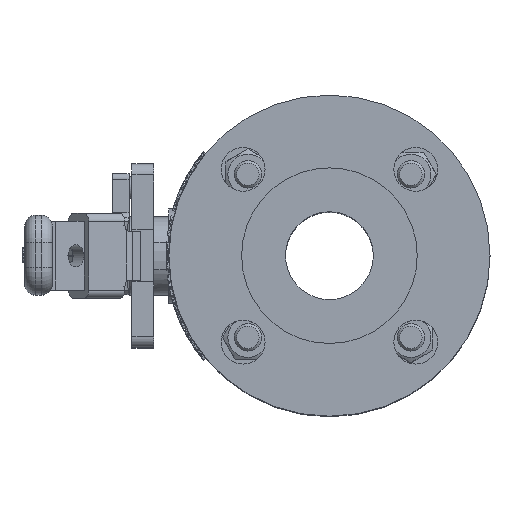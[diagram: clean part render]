
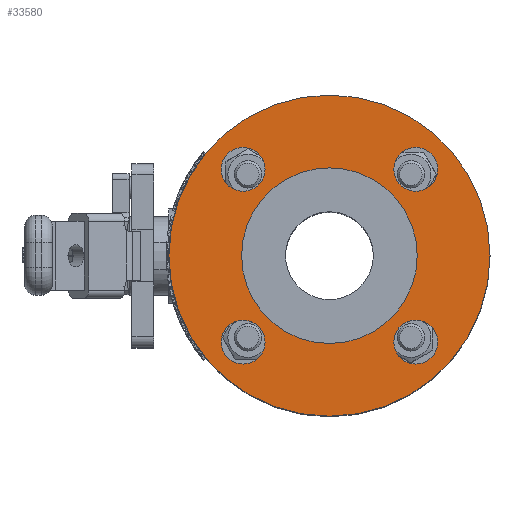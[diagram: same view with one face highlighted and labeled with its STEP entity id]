
A CAD part, top view. The second image highlights one B-rep face of the part: STEP entity #33580.
In plain terms, the highlighted planar face has unit normal (0, 0, 1).
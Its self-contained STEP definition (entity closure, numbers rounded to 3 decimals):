
#174=FACE_BOUND('',#6811,.T.);
#175=FACE_BOUND('',#6812,.T.);
#176=FACE_BOUND('',#6813,.T.);
#177=FACE_BOUND('',#6814,.T.);
#178=FACE_BOUND('',#6815,.T.);
#3442=CIRCLE('',#35167,32.);
#3449=CIRCLE('',#35177,58.5);
#3450=CIRCLE('',#35178,8.);
#3451=CIRCLE('',#35179,8.);
#3452=CIRCLE('',#35180,8.);
#3453=CIRCLE('',#35181,8.);
#4880=FACE_OUTER_BOUND('',#6810,.T.);
#6810=EDGE_LOOP('',(#26784));
#6811=EDGE_LOOP('',(#26785));
#6812=EDGE_LOOP('',(#26786));
#6813=EDGE_LOOP('',(#26787));
#6814=EDGE_LOOP('',(#26788));
#6815=EDGE_LOOP('',(#26789));
#14492=VERTEX_POINT('',#61836);
#14504=VERTEX_POINT('',#61888);
#14505=VERTEX_POINT('',#61890);
#14506=VERTEX_POINT('',#61892);
#14507=VERTEX_POINT('',#61894);
#14508=VERTEX_POINT('',#61896);
#18775=EDGE_CURVE('',#14492,#14492,#3442,.T.);
#18787=EDGE_CURVE('',#14504,#14504,#3449,.T.);
#18788=EDGE_CURVE('',#14505,#14505,#3450,.T.);
#18789=EDGE_CURVE('',#14506,#14506,#3451,.T.);
#18790=EDGE_CURVE('',#14507,#14507,#3452,.T.);
#18791=EDGE_CURVE('',#14508,#14508,#3453,.T.);
#26784=ORIENTED_EDGE('',*,*,#18787,.F.);
#26785=ORIENTED_EDGE('',*,*,#18788,.T.);
#26786=ORIENTED_EDGE('',*,*,#18789,.T.);
#26787=ORIENTED_EDGE('',*,*,#18790,.T.);
#26788=ORIENTED_EDGE('',*,*,#18791,.T.);
#26789=ORIENTED_EDGE('',*,*,#18775,.F.);
#30374=PLANE('',#35176);
#33580=ADVANCED_FACE('',(#4880,#174,#175,#176,#177,#178),#30374,.T.);
#35167=AXIS2_PLACEMENT_3D('',#61837,#39433,#39434);
#35176=AXIS2_PLACEMENT_3D('',#61887,#39451,#39452);
#35177=AXIS2_PLACEMENT_3D('',#61889,#39453,#39454);
#35178=AXIS2_PLACEMENT_3D('',#61891,#39455,#39456);
#35179=AXIS2_PLACEMENT_3D('',#61893,#39457,#39458);
#35180=AXIS2_PLACEMENT_3D('',#61895,#39459,#39460);
#35181=AXIS2_PLACEMENT_3D('',#61897,#39461,#39462);
#39433=DIRECTION('center_axis',(0.,0.,1.));
#39434=DIRECTION('ref_axis',(-1.,0.,0.));
#39451=DIRECTION('center_axis',(0.,0.,1.));
#39452=DIRECTION('ref_axis',(1.,0.,0.));
#39453=DIRECTION('center_axis',(0.,0.,-1.));
#39454=DIRECTION('ref_axis',(-1.,0.,0.));
#39455=DIRECTION('center_axis',(0.,0.,-1.));
#39456=DIRECTION('ref_axis',(0.,-1.,0.));
#39457=DIRECTION('center_axis',(0.,0.,-1.));
#39458=DIRECTION('ref_axis',(-1.,0.,0.));
#39459=DIRECTION('center_axis',(0.,0.,-1.));
#39460=DIRECTION('ref_axis',(0.,1.,0.));
#39461=DIRECTION('center_axis',(0.,0.,-1.));
#39462=DIRECTION('ref_axis',(1.,0.,0.));
#61836=CARTESIAN_POINT('',(32.,0.,138.4));
#61837=CARTESIAN_POINT('Origin',(0.,0.,138.4));
#61887=CARTESIAN_POINT('Origin',(0.,0.,138.4));
#61888=CARTESIAN_POINT('',(58.5,0.,138.4));
#61889=CARTESIAN_POINT('Origin',(0.,0.,138.4));
#61890=CARTESIAN_POINT('',(31.466,-23.466,138.4));
#61891=CARTESIAN_POINT('Origin',(31.466,-31.466,138.4));
#61892=CARTESIAN_POINT('',(-23.466,-31.466,138.4));
#61893=CARTESIAN_POINT('Origin',(-31.466,-31.466,138.4));
#61894=CARTESIAN_POINT('',(-31.466,23.466,138.4));
#61895=CARTESIAN_POINT('Origin',(-31.466,31.466,138.4));
#61896=CARTESIAN_POINT('',(23.466,31.466,138.4));
#61897=CARTESIAN_POINT('Origin',(31.466,31.466,138.4));
